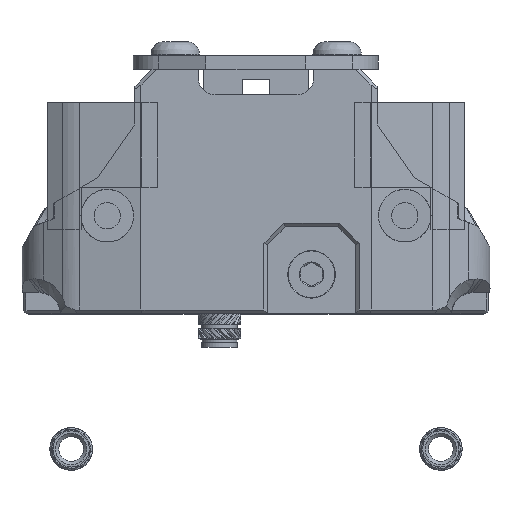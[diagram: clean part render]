
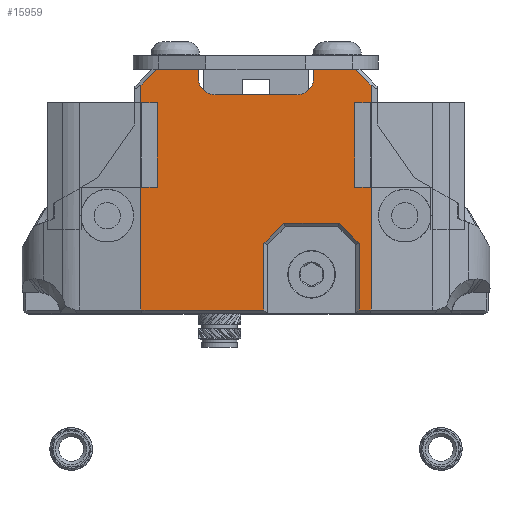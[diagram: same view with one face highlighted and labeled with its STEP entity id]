
A CAD part, top view. The second image highlights one B-rep face of the part: STEP entity #15959.
In plain terms, the highlighted face is planar.
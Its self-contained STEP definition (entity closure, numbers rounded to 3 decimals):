
#1319=CIRCLE('',#17166,2.);
#1322=CIRCLE('',#17171,2.);
#2085=FACE_OUTER_BOUND('',#3035,.T.);
#3035=EDGE_LOOP('',(#12342,#12343,#12344,#12345,#12346,#12347,#12348,#12349,
#12350,#12351,#12352,#12353,#12354,#12355,#12356,#12357,#12358,#12359));
#4270=LINE('',#25003,#5644);
#4272=LINE('',#25006,#5646);
#4275=LINE('',#25011,#5649);
#4276=LINE('',#25014,#5650);
#4278=LINE('',#25018,#5652);
#4280=LINE('',#25022,#5654);
#4282=LINE('',#25026,#5656);
#4284=LINE('',#25030,#5658);
#4286=LINE('',#25033,#5660);
#4291=LINE('',#25042,#5665);
#4358=LINE('',#25229,#5732);
#4422=LINE('',#25741,#5796);
#4427=LINE('',#25757,#5801);
#4434=LINE('',#25776,#5808);
#4435=LINE('',#25778,#5809);
#4436=LINE('',#25779,#5810);
#5644=VECTOR('',#19512,10.);
#5646=VECTOR('',#19516,10.);
#5649=VECTOR('',#19521,10.);
#5650=VECTOR('',#19524,10.);
#5652=VECTOR('',#19528,10.);
#5654=VECTOR('',#19532,10.);
#5656=VECTOR('',#19536,10.);
#5658=VECTOR('',#19540,10.);
#5660=VECTOR('',#19544,10.);
#5665=VECTOR('',#19551,10.);
#5732=VECTOR('',#19708,10.);
#5796=VECTOR('',#19882,10.);
#5801=VECTOR('',#19895,10.);
#5808=VECTOR('',#19912,10.);
#5809=VECTOR('',#19913,10.);
#5810=VECTOR('',#19914,10.);
#6780=VERTEX_POINT('',#24201);
#6851=VERTEX_POINT('',#24417);
#6937=VERTEX_POINT('',#25000);
#6938=VERTEX_POINT('',#25002);
#6939=VERTEX_POINT('',#25008);
#6940=VERTEX_POINT('',#25013);
#6941=VERTEX_POINT('',#25017);
#6942=VERTEX_POINT('',#25021);
#6943=VERTEX_POINT('',#25025);
#6944=VERTEX_POINT('',#25029);
#6945=VERTEX_POINT('',#25036);
#6947=VERTEX_POINT('',#25040);
#7053=VERTEX_POINT('',#25739);
#7057=VERTEX_POINT('',#25748);
#7058=VERTEX_POINT('',#25750);
#7059=VERTEX_POINT('',#25754);
#7067=VERTEX_POINT('',#25772);
#7068=VERTEX_POINT('',#25777);
#8776=EDGE_CURVE('',#6937,#6938,#4270,.T.);
#8778=EDGE_CURVE('',#6780,#6938,#4272,.T.);
#8781=EDGE_CURVE('',#6780,#6939,#4275,.T.);
#8782=EDGE_CURVE('',#6939,#6940,#4276,.T.);
#8784=EDGE_CURVE('',#6940,#6941,#4278,.T.);
#8786=EDGE_CURVE('',#6941,#6942,#4280,.T.);
#8788=EDGE_CURVE('',#6942,#6943,#4282,.T.);
#8790=EDGE_CURVE('',#6943,#6944,#4284,.T.);
#8792=EDGE_CURVE('',#6944,#6851,#4286,.T.);
#8797=EDGE_CURVE('',#6947,#6945,#4291,.T.);
#8883=EDGE_CURVE('',#6851,#6947,#4358,.T.);
#8988=EDGE_CURVE('',#7053,#6937,#4422,.F.);
#8992=EDGE_CURVE('',#7057,#7058,#1319,.T.);
#8995=EDGE_CURVE('',#7057,#7059,#4427,.F.);
#9004=EDGE_CURVE('',#7067,#7059,#1322,.T.);
#9005=EDGE_CURVE('',#7053,#7058,#4434,.F.);
#9006=EDGE_CURVE('',#7067,#7068,#4435,.F.);
#9007=EDGE_CURVE('',#7068,#6945,#4436,.F.);
#12342=ORIENTED_EDGE('',*,*,#8797,.F.);
#12343=ORIENTED_EDGE('',*,*,#8883,.F.);
#12344=ORIENTED_EDGE('',*,*,#8792,.F.);
#12345=ORIENTED_EDGE('',*,*,#8790,.F.);
#12346=ORIENTED_EDGE('',*,*,#8788,.F.);
#12347=ORIENTED_EDGE('',*,*,#8786,.F.);
#12348=ORIENTED_EDGE('',*,*,#8784,.F.);
#12349=ORIENTED_EDGE('',*,*,#8782,.F.);
#12350=ORIENTED_EDGE('',*,*,#8781,.F.);
#12351=ORIENTED_EDGE('',*,*,#8778,.T.);
#12352=ORIENTED_EDGE('',*,*,#8776,.F.);
#12353=ORIENTED_EDGE('',*,*,#8988,.F.);
#12354=ORIENTED_EDGE('',*,*,#9005,.T.);
#12355=ORIENTED_EDGE('',*,*,#8992,.F.);
#12356=ORIENTED_EDGE('',*,*,#8995,.T.);
#12357=ORIENTED_EDGE('',*,*,#9004,.F.);
#12358=ORIENTED_EDGE('',*,*,#9006,.T.);
#12359=ORIENTED_EDGE('',*,*,#9007,.T.);
#15367=PLANE('',#17172);
#15959=ADVANCED_FACE('',(#2085),#15367,.F.);
#17166=AXIS2_PLACEMENT_3D('',#25751,#19889,#19890);
#17171=AXIS2_PLACEMENT_3D('',#25774,#19908,#19909);
#17172=AXIS2_PLACEMENT_3D('',#25775,#19910,#19911);
#19512=DIRECTION('',(0.707,0.,-0.707));
#19516=DIRECTION('',(0.,0.,1.));
#19521=DIRECTION('',(-1.,0.,0.));
#19524=DIRECTION('',(0.,0.,1.));
#19528=DIRECTION('',(-0.707,0.,0.707));
#19532=DIRECTION('',(-1.,0.,0.));
#19536=DIRECTION('',(-0.707,0.,-0.707));
#19540=DIRECTION('',(0.,0.,-1.));
#19544=DIRECTION('',(-1.,0.,0.));
#19551=DIRECTION('',(0.707,0.,0.707));
#19708=DIRECTION('',(0.,0.,1.));
#19882=DIRECTION('',(-1.,0.,0.));
#19889=DIRECTION('center_axis',(0.,-1.,0.));
#19890=DIRECTION('ref_axis',(0.707,0.,-0.707));
#19895=DIRECTION('',(1.,0.,0.));
#19908=DIRECTION('center_axis',(0.,-1.,0.));
#19909=DIRECTION('ref_axis',(-0.707,0.,-0.707));
#19910=DIRECTION('center_axis',(0.,1.,0.));
#19911=DIRECTION('ref_axis',(-1.,0.,0.));
#19912=DIRECTION('',(0.,0.,1.));
#19913=DIRECTION('',(0.,0.,-1.));
#19914=DIRECTION('',(1.,0.,0.));
#24201=CARTESIAN_POINT('',(-134.601,-210.367,-119.673));
#24417=CARTESIAN_POINT('',(-161.671,-210.367,-119.673));
#25000=CARTESIAN_POINT('',(-136.456,-210.367,-91.349));
#25002=CARTESIAN_POINT('',(-134.601,-210.367,-93.204));
#25003=CARTESIAN_POINT('',(-131.833,-210.367,-95.972));
#25006=CARTESIAN_POINT('',(-134.601,-210.367,-123.823));
#25008=CARTESIAN_POINT('',(-136.001,-210.367,-119.673));
#25011=CARTESIAN_POINT('',(-160.212,-210.367,-119.673));
#25013=CARTESIAN_POINT('',(-136.001,-210.367,-111.825));
#25014=CARTESIAN_POINT('',(-136.001,-210.367,-119.873));
#25017=CARTESIAN_POINT('',(-138.352,-210.367,-109.473));
#25018=CARTESIAN_POINT('',(-139.694,-210.367,-108.131));
#25021=CARTESIAN_POINT('',(-144.849,-210.367,-109.473));
#25022=CARTESIAN_POINT('',(-151.636,-210.367,-109.473));
#25025=CARTESIAN_POINT('',(-147.201,-210.367,-111.825));
#25026=CARTESIAN_POINT('',(-153.543,-210.367,-118.166));
#25029=CARTESIAN_POINT('',(-147.201,-210.367,-119.673));
#25030=CARTESIAN_POINT('',(-147.201,-210.367,-119.873));
#25033=CARTESIAN_POINT('',(-160.212,-210.367,-119.673));
#25036=CARTESIAN_POINT('',(-159.815,-210.367,-91.349));
#25040=CARTESIAN_POINT('',(-161.671,-210.367,-93.204));
#25042=CARTESIAN_POINT('',(-164.998,-210.367,-96.531));
#25229=CARTESIAN_POINT('',(-161.671,-210.367,-123.823));
#25739=CARTESIAN_POINT('',(-141.351,-210.367,-91.349));
#25741=CARTESIAN_POINT('',(-154.886,-210.367,-91.349));
#25748=CARTESIAN_POINT('',(-143.351,-210.367,-94.355));
#25750=CARTESIAN_POINT('',(-141.351,-210.367,-92.355));
#25751=CARTESIAN_POINT('Origin',(-143.351,-210.367,-92.355));
#25754=CARTESIAN_POINT('',(-152.921,-210.367,-94.355));
#25757=CARTESIAN_POINT('',(-160.212,-210.367,-94.355));
#25772=CARTESIAN_POINT('',(-154.921,-210.367,-92.355));
#25774=CARTESIAN_POINT('Origin',(-152.921,-210.367,-92.355));
#25775=CARTESIAN_POINT('Origin',(-149.254,-210.367,-120.073));
#25776=CARTESIAN_POINT('',(-141.351,-210.367,-107.035));
#25777=CARTESIAN_POINT('',(-154.921,-210.367,-91.349));
#25778=CARTESIAN_POINT('',(-154.921,-210.367,-107.035));
#25779=CARTESIAN_POINT('',(-148.677,-210.367,-91.349));
